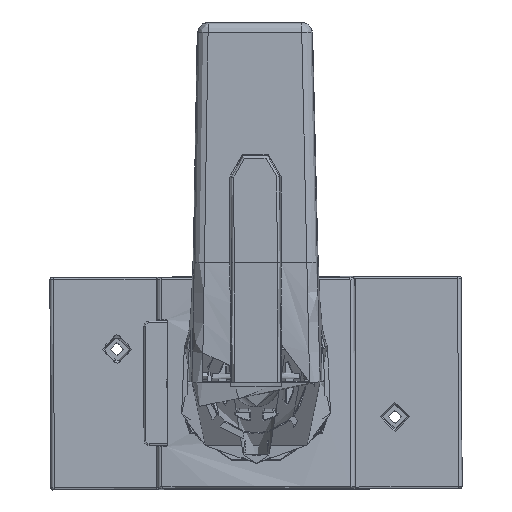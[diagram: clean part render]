
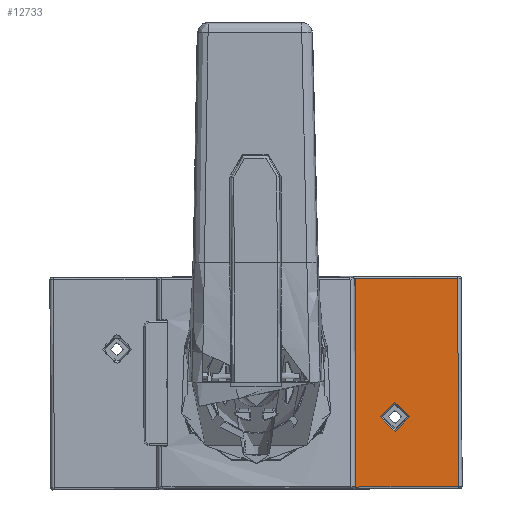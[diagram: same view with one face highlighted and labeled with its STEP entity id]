
A CAD part, top view. The second image highlights one B-rep face of the part: STEP entity #12733.
In plain terms, the highlighted planar face has unit normal (0, 0, 1).
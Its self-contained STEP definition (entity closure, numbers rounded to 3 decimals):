
#1040=LINE('',#92476,#3515);
#1753=LINE('',#99910,#4228);
#1760=LINE('',#99967,#4235);
#1766=LINE('',#100014,#4241);
#3515=VECTOR('',#58833,1.);
#4228=VECTOR('',#61676,1.);
#4235=VECTOR('',#61713,1.);
#4241=VECTOR('',#61741,1.);
#5553=PLANE('',#51822);
#10373=ELLIPSE('',#51762,0.501,0.5);
#10377=ELLIPSE('',#51771,0.501,0.5);
#10733=FACE_BOUND('',#18899,.T.);
#10734=FACE_BOUND('',#18900,.T.);
#12733=ADVANCED_FACE('',(#10733,#10734),#5553,.F.);
#18899=EDGE_LOOP('',(#28453));
#18900=EDGE_LOOP('',(#28454,#28455,#28456,#28457,#28458,#28459));
#28453=ORIENTED_EDGE('',*,*,#43857,.T.);
#28454=ORIENTED_EDGE('',*,*,#43786,.T.);
#28455=ORIENTED_EDGE('',*,*,#43817,.T.);
#28456=ORIENTED_EDGE('',*,*,#43790,.T.);
#28457=ORIENTED_EDGE('',*,*,#42240,.T.);
#28458=ORIENTED_EDGE('',*,*,#43780,.T.);
#28459=ORIENTED_EDGE('',*,*,#43804,.T.);
#36680=VERTEX_POINT('',#92475);
#36681=VERTEX_POINT('',#92477);
#37437=VERTEX_POINT('',#99802);
#37440=VERTEX_POINT('',#99820);
#37453=VERTEX_POINT('',#99887);
#37458=VERTEX_POINT('',#99919);
#37498=VERTEX_POINT('',#100094);
#42240=EDGE_CURVE('',#36681,#36680,#1040,.T.);
#43780=EDGE_CURVE('',#36680,#37453,#10373,.T.);
#43786=EDGE_CURVE('',#37437,#37440,#1753,.T.);
#43790=EDGE_CURVE('',#37458,#36681,#10377,.T.);
#43804=EDGE_CURVE('',#37453,#37437,#1760,.T.);
#43817=EDGE_CURVE('',#37440,#37458,#1766,.T.);
#43857=EDGE_CURVE('',#37498,#37498,#47739,.T.);
#47739=CIRCLE('',#51821,4.183);
#51762=AXIS2_PLACEMENT_3D('',#99888,#61662,#61663);
#51771=AXIS2_PLACEMENT_3D('',#99918,#61685,#61686);
#51821=AXIS2_PLACEMENT_3D('',#100093,#61822,#61823);
#51822=AXIS2_PLACEMENT_3D('',#100095,#61824,#61825);
#58833=DIRECTION('',(0.003,-1.,0.));
#61662=DIRECTION('',(0.,0.,-1.));
#61663=DIRECTION('',(0.709,-0.705,0.));
#61676=DIRECTION('',(-0.003,1.,0.));
#61685=DIRECTION('',(0.,0.,-1.));
#61686=DIRECTION('',(-0.705,-0.709,0.));
#61713=DIRECTION('',(1.,0.003,0.));
#61741=DIRECTION('',(-1.,-0.003,0.));
#61822=DIRECTION('',(0.,0.,-1.));
#61823=DIRECTION('',(1.,0.003,0.));
#61824=DIRECTION('',(0.,0.,-1.));
#61825=DIRECTION('',(-1.,-0.003,0.));
#92475=CARTESIAN_POINT('',(29.098,-30.304,1.8));
#92476=CARTESIAN_POINT('',(29.002,0.091,1.8));
#92477=CARTESIAN_POINT('',(28.906,30.487,1.8));
#99802=CARTESIAN_POINT('',(59.025,-30.226,1.8));
#99820=CARTESIAN_POINT('',(58.833,30.598,1.8));
#99887=CARTESIAN_POINT('',(29.097,-30.321,1.8));
#99888=CARTESIAN_POINT('',(28.597,-30.305,1.8));
#99910=CARTESIAN_POINT('',(58.832,31.081,1.8));
#99918=CARTESIAN_POINT('',(28.406,30.485,1.8));
#99919=CARTESIAN_POINT('',(28.906,30.504,1.8));
#99967=CARTESIAN_POINT('',(59.025,-30.226,1.8));
#100014=CARTESIAN_POINT('',(-0.096,30.412,1.8));
#100093=CARTESIAN_POINT('',(40.531,-9.872,1.8));
#100094=CARTESIAN_POINT('',(44.714,-9.859,1.8));
#100095=CARTESIAN_POINT('',(0.,0.,1.8));
